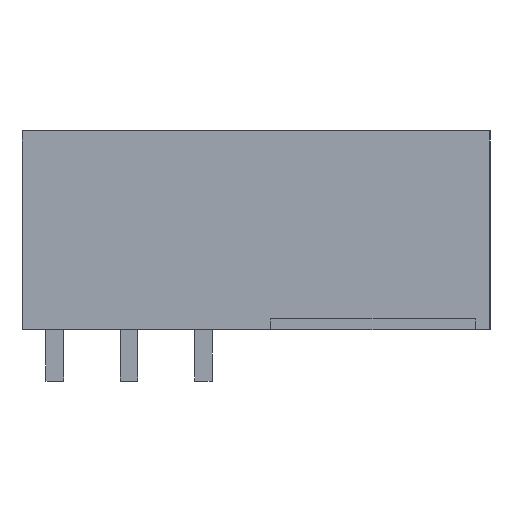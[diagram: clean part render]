
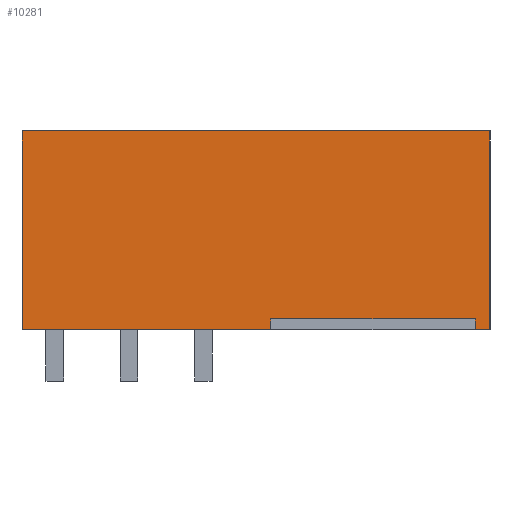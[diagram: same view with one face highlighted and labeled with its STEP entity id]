
A CAD part, left-side view. The second image highlights one B-rep face of the part: STEP entity #10281.
In plain terms, the highlighted planar face has unit normal (-1, 0, 0).
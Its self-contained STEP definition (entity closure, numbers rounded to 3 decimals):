
#10245=AXIS2_PLACEMENT_3D('Plane Axis2P3D',#10242,#10243,#10244) ;
#427=CARTESIAN_POINT('Vertex',(-50.8,-32.,3.5)) ;
#430=CARTESIAN_POINT('Line Origine',(-50.8,-31.5,3.5)) ;
#434=CARTESIAN_POINT('Vertex',(-50.8,-31.,3.5)) ;
#455=CARTESIAN_POINT('Vertex',(-50.8,-17.,3.5)) ;
#458=CARTESIAN_POINT('Line Origine',(-50.8,-8.5,3.5)) ;
#462=CARTESIAN_POINT('Vertex',(-50.8,0.,3.5)) ;
#801=CARTESIAN_POINT('Vertex',(-50.8,-32.,17.1)) ;
#941=CARTESIAN_POINT('Vertex',(-50.8,0.,17.1)) ;
#944=CARTESIAN_POINT('Line Origine',(-50.8,-16.,17.1)) ;
#1657=CARTESIAN_POINT('Line Origine',(-50.8,-32.,10.3)) ;
#10242=CARTESIAN_POINT('Axis2P3D Location',(-50.8,0.,0.)) ;
#10247=CARTESIAN_POINT('Line Origine',(-50.8,0.,10.3)) ;
#10252=CARTESIAN_POINT('Line Origine',(-50.8,-17.,3.875)) ;
#10256=CARTESIAN_POINT('Vertex',(-50.8,-17.,4.25)) ;
#10259=CARTESIAN_POINT('Line Origine',(-50.8,-24.,4.25)) ;
#10263=CARTESIAN_POINT('Vertex',(-50.8,-31.,4.25)) ;
#10266=CARTESIAN_POINT('Line Origine',(-50.8,-31.,3.875)) ;
#431=DIRECTION('Vector Direction',(0.,1.,0.)) ;
#459=DIRECTION('Vector Direction',(0.,1.,0.)) ;
#945=DIRECTION('Vector Direction',(0.,1.,0.)) ;
#1658=DIRECTION('Vector Direction',(0.,0.,1.)) ;
#10243=DIRECTION('Axis2P3D Direction',(-1.,0.,0.)) ;
#10244=DIRECTION('Axis2P3D XDirection',(0.,-1.,0.)) ;
#10248=DIRECTION('Vector Direction',(0.,0.,1.)) ;
#10253=DIRECTION('Vector Direction',(0.,0.,-1.)) ;
#10260=DIRECTION('Vector Direction',(0.,1.,0.)) ;
#10267=DIRECTION('Vector Direction',(0.,0.,-1.)) ;
#432=VECTOR('Line Direction',#431,1.) ;
#460=VECTOR('Line Direction',#459,1.) ;
#946=VECTOR('Line Direction',#945,1.) ;
#1659=VECTOR('Line Direction',#1658,1.) ;
#10249=VECTOR('Line Direction',#10248,1.) ;
#10254=VECTOR('Line Direction',#10253,1.) ;
#10261=VECTOR('Line Direction',#10260,1.) ;
#10268=VECTOR('Line Direction',#10267,1.) ;
#10272=ORIENTED_EDGE('',*,*,#436,.T.) ;
#10273=ORIENTED_EDGE('',*,*,#1661,.T.) ;
#10274=ORIENTED_EDGE('',*,*,#948,.T.) ;
#10275=ORIENTED_EDGE('',*,*,#10251,.T.) ;
#10276=ORIENTED_EDGE('',*,*,#464,.T.) ;
#10277=ORIENTED_EDGE('',*,*,#10258,.F.) ;
#10278=ORIENTED_EDGE('',*,*,#10265,.F.) ;
#10279=ORIENTED_EDGE('',*,*,#10270,.F.) ;
#10281=ADVANCED_FACE('HOUSING',(#10280),#10246,.T.) ;
#436=EDGE_CURVE('',#435,#428,#433,.F.) ;
#464=EDGE_CURVE('',#463,#456,#461,.F.) ;
#948=EDGE_CURVE('',#802,#942,#947,.T.) ;
#1661=EDGE_CURVE('',#428,#802,#1660,.T.) ;
#10251=EDGE_CURVE('',#942,#463,#10250,.F.) ;
#10258=EDGE_CURVE('',#10257,#456,#10255,.T.) ;
#10265=EDGE_CURVE('',#10264,#10257,#10262,.T.) ;
#10270=EDGE_CURVE('',#435,#10264,#10269,.F.) ;
#10271=EDGE_LOOP('',(#10272,#10273,#10274,#10275,#10276,#10277,#10278,#10279)) ;
#10280=FACE_OUTER_BOUND('',#10271,.T.) ;
#433=LINE('Line',#430,#432) ;
#461=LINE('Line',#458,#460) ;
#947=LINE('Line',#944,#946) ;
#1660=LINE('Line',#1657,#1659) ;
#10250=LINE('Line',#10247,#10249) ;
#10255=LINE('Line',#10252,#10254) ;
#10262=LINE('Line',#10259,#10261) ;
#10269=LINE('Line',#10266,#10268) ;
#10246=PLANE('',#10245) ;
#428=VERTEX_POINT('',#427) ;
#435=VERTEX_POINT('',#434) ;
#456=VERTEX_POINT('',#455) ;
#463=VERTEX_POINT('',#462) ;
#802=VERTEX_POINT('',#801) ;
#942=VERTEX_POINT('',#941) ;
#10257=VERTEX_POINT('',#10256) ;
#10264=VERTEX_POINT('',#10263) ;
